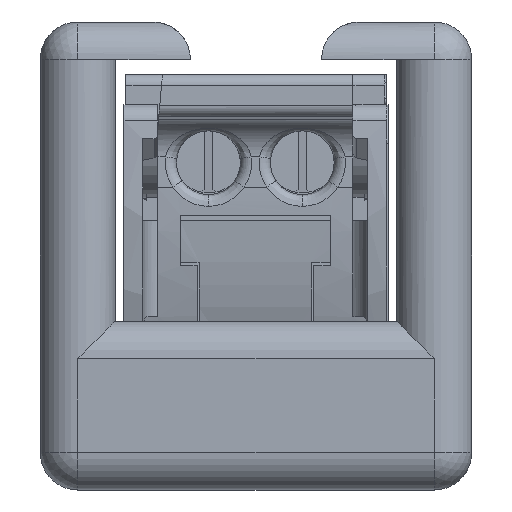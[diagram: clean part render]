
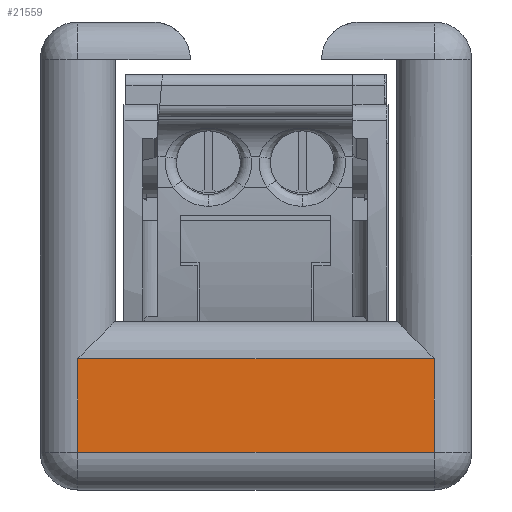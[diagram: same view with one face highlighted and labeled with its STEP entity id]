
A CAD part, front view. The second image highlights one B-rep face of the part: STEP entity #21559.
In plain terms, the highlighted planar face has unit normal (0, -1, 0).
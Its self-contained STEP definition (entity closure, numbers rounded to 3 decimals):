
#1249=PLANE('',#23193);
#2346=FACE_OUTER_BOUND('',#3507,.T.);
#3507=EDGE_LOOP('',(#20263,#20264,#20265,#20266));
#6362=LINE('',#38319,#8910);
#6374=LINE('',#38377,#8922);
#6380=LINE('',#38418,#8928);
#6388=LINE('',#38434,#8936);
#8910=VECTOR('',#28731,10.);
#8922=VECTOR('',#28797,10.);
#8928=VECTOR('',#28847,10.);
#8936=VECTOR('',#28867,10.);
#10950=VERTEX_POINT('',#38317);
#10951=VERTEX_POINT('',#38318);
#10968=VERTEX_POINT('',#38370);
#10975=VERTEX_POINT('',#38393);
#14007=EDGE_CURVE('',#10950,#10951,#6362,.T.);
#14037=EDGE_CURVE('',#10968,#10950,#6374,.T.);
#14058=EDGE_CURVE('',#10951,#10975,#6380,.T.);
#14068=EDGE_CURVE('',#10975,#10968,#6388,.T.);
#20263=ORIENTED_EDGE('',*,*,#14007,.F.);
#20264=ORIENTED_EDGE('',*,*,#14037,.F.);
#20265=ORIENTED_EDGE('',*,*,#14068,.F.);
#20266=ORIENTED_EDGE('',*,*,#14058,.F.);
#21559=ADVANCED_FACE('',(#2346),#1249,.T.);
#23193=AXIS2_PLACEMENT_3D('',#38463,#28909,#28910);
#28731=DIRECTION('',(1.,0.,0.));
#28797=DIRECTION('',(0.,0.,1.));
#28847=DIRECTION('',(0.,0.,-1.));
#28867=DIRECTION('',(-1.,0.,0.));
#28909=DIRECTION('center_axis',(0.,-1.,0.));
#28910=DIRECTION('ref_axis',(-1.,0.,0.));
#38317=CARTESIAN_POINT('',(-1.25,-2.25,2.));
#38318=CARTESIAN_POINT('',(8.25,-2.25,2.));
#38319=CARTESIAN_POINT('',(6.375,-2.25,2.));
#38370=CARTESIAN_POINT('',(-1.25,-2.25,-0.5));
#38377=CARTESIAN_POINT('',(-1.25,-2.25,-0.5));
#38393=CARTESIAN_POINT('',(8.25,-2.25,-0.5));
#38418=CARTESIAN_POINT('',(8.25,-2.25,-0.5));
#38434=CARTESIAN_POINT('',(6.375,-2.25,-0.5));
#38463=CARTESIAN_POINT('Origin',(9.25,-2.25,-0.5));
